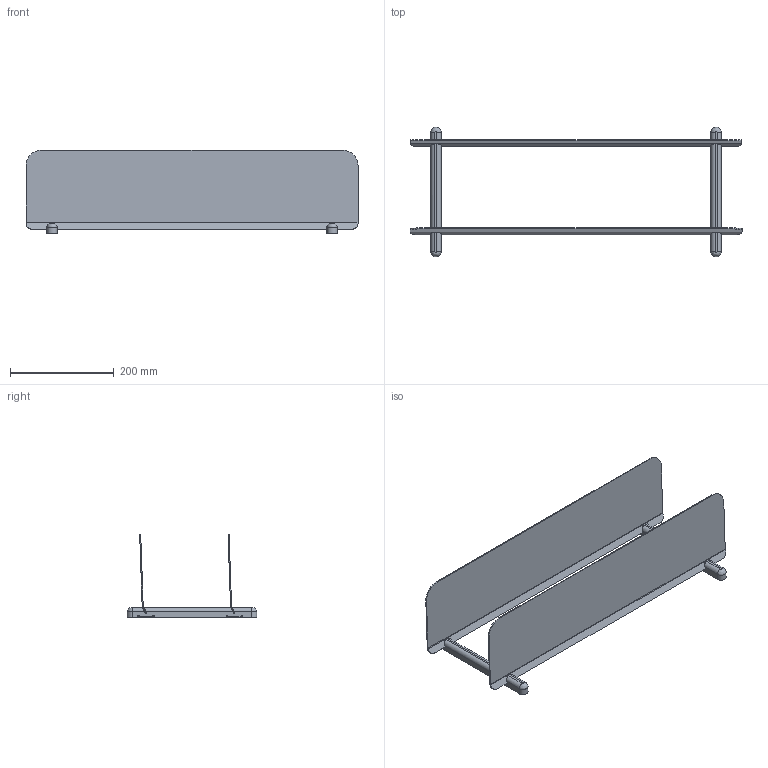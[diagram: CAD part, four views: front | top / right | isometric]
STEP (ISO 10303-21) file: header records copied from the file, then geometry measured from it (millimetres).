
FILE_DESCRIPTION(/* description */ (''),/* implementation_level */ '2;1');
FILE_NAME(/* name */ 'NivoF_web.stp',/* time_stamp */ '2022-02-17T11:29:17+01:00',/* author */ ('mathi'),/* organization */ (''),/* preprocessor_version */ 'ST-DEVELOPER v18.1',/* originating_system */ 'Autodesk Inventor 2020',/* authorisation */ '');
FILE_SCHEMA (('AUTOMOTIVE_DESIGN { 1 0 10303 214 3 1 1 }'));
Length unit declared in the file: millimetre
Products named in the file (1): NivoF_web
Bounding box: 640 x 249.8 x 161.58 mm (x, y, z)
Volume: 566105.1 mm3; surface area: 441491.1 mm2
Topology: 1 solids, 9 shells, 556 faces, 1472 edges, 952 vertices
Faces by surface type: plane 284, cone 132, cylinder 104, torus 32, bspline 4
Full cylindrical faces by diameter (mm): 3 x12, 3.5 x8, 5.5 x8, 7.3 x8
Entity records: 19040 total; most frequent: CARTESIAN_POINT 5077, ORIENTED_EDGE 2928, DIRECTION 2810, EDGE_CURVE 1464, AXIS2_PLACEMENT_3D 1081, VERTEX_POINT 952, LINE 648, VECTOR 648
